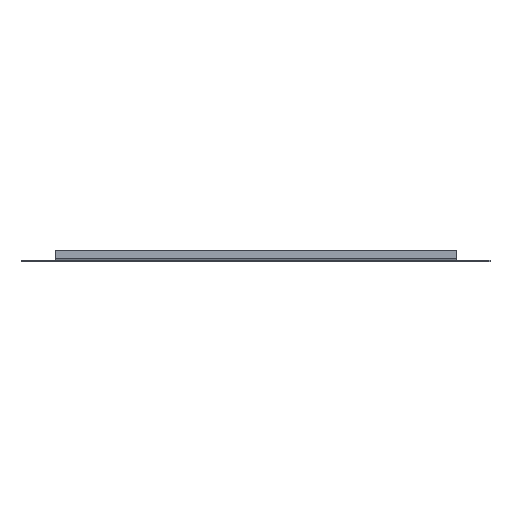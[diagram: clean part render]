
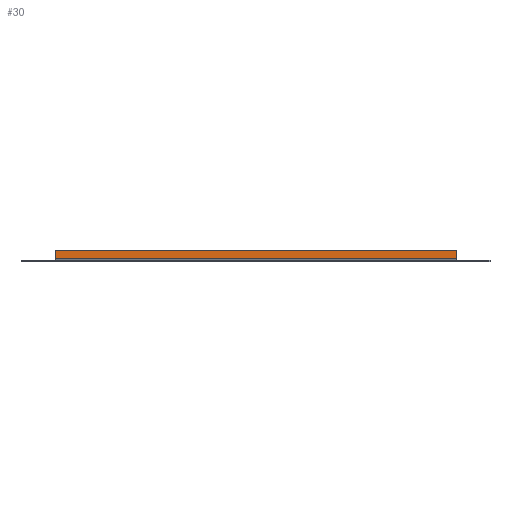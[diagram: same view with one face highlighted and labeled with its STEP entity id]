
A CAD part, front view. The second image highlights one B-rep face of the part: STEP entity #30.
In plain terms, the highlighted planar face has unit normal (0, -1, 0).
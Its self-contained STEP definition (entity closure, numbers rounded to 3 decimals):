
#4 = LINE ( 'NONE', #380, #74 ) ;
#19 = DIRECTION ( 'NONE',  ( -1., 0., 0. ) ) ;
#30 = ADVANCED_FACE ( 'NONE', ( #1186 ), #443, .F. ) ;
#71 = CARTESIAN_POINT ( 'NONE',  ( 0., -2.5, 0. ) ) ;
#74 = VECTOR ( 'NONE', #645, 1000. ) ;
#79 = DIRECTION ( 'NONE',  ( 0., 0., -1. ) ) ;
#133 = DIRECTION ( 'NONE',  ( 0., 0., -1. ) ) ;
#160 = VERTEX_POINT ( 'NONE', #640 ) ;
#201 = CARTESIAN_POINT ( 'NONE',  ( 308.5, -2.5, 7. ) ) ;
#227 = CARTESIAN_POINT ( 'NONE',  ( 23.5, -2.5, 1.3 ) ) ;
#248 = CARTESIAN_POINT ( 'NONE',  ( 308.5, -2.5, 7. ) ) ;
#260 = ORIENTED_EDGE ( 'NONE', *, *, #483, .F. ) ;
#277 = VECTOR ( 'NONE', #133, 1000. ) ;
#361 = VECTOR ( 'NONE', #19, 1000. ) ;
#380 = CARTESIAN_POINT ( 'NONE',  ( 23.5, -2.5, 7. ) ) ;
#443 = PLANE ( 'NONE',  #920 ) ;
#446 = VECTOR ( 'NONE', #1172, 1000. ) ;
#483 = EDGE_CURVE ( 'NONE', #850, #1066, #692, .T. ) ;
#490 = ORIENTED_EDGE ( 'NONE', *, *, #1157, .F. ) ;
#505 = EDGE_CURVE ( 'NONE', #685, #850, #1089, .T. ) ;
#585 = ORIENTED_EDGE ( 'NONE', *, *, #1063, .F. ) ;
#603 = LINE ( 'NONE', #227, #361 ) ;
#640 = CARTESIAN_POINT ( 'NONE',  ( 23.5, -2.5, 1.3 ) ) ;
#645 = DIRECTION ( 'NONE',  ( 0., 0., 1. ) ) ;
#685 = VERTEX_POINT ( 'NONE', #888 ) ;
#692 = LINE ( 'NONE', #976, #277 ) ;
#792 = ORIENTED_EDGE ( 'NONE', *, *, #505, .F. ) ;
#850 = VERTEX_POINT ( 'NONE', #201 ) ;
#888 = CARTESIAN_POINT ( 'NONE',  ( 23.5, -2.5, 7. ) ) ;
#920 = AXIS2_PLACEMENT_3D ( 'NONE', #71, #1001, #79 ) ;
#976 = CARTESIAN_POINT ( 'NONE',  ( 308.5, -2.5, 0. ) ) ;
#979 = CARTESIAN_POINT ( 'NONE',  ( 308.5, -2.5, 1.3 ) ) ;
#1001 = DIRECTION ( 'NONE',  ( 0., 1., 0. ) ) ;
#1063 = EDGE_CURVE ( 'NONE', #1066, #160, #603, .T. ) ;
#1066 = VERTEX_POINT ( 'NONE', #979 ) ;
#1089 = LINE ( 'NONE', #248, #446 ) ;
#1157 = EDGE_CURVE ( 'NONE', #160, #685, #4, .T. ) ;
#1158 = EDGE_LOOP ( 'NONE', ( #585, #260, #792, #490 ) ) ;
#1172 = DIRECTION ( 'NONE',  ( 1., 0., 0. ) ) ;
#1186 = FACE_OUTER_BOUND ( 'NONE', #1158, .T. ) ;
